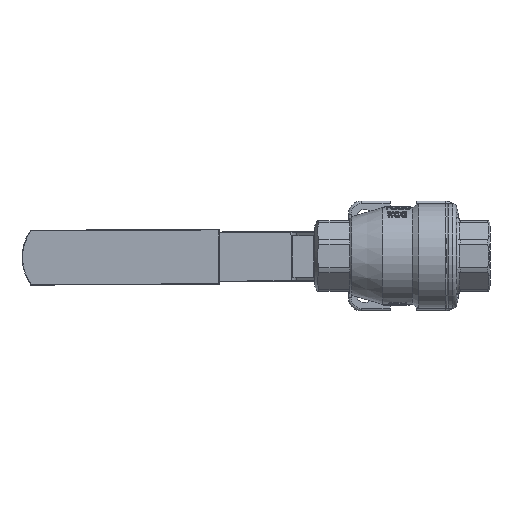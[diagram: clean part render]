
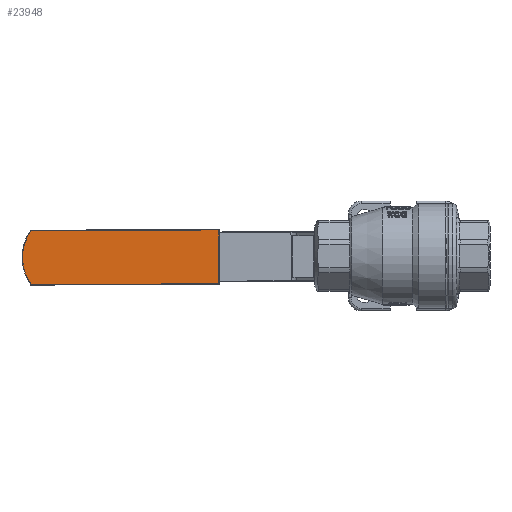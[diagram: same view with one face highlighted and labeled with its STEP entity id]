
A CAD part, front view. The second image highlights one B-rep face of the part: STEP entity #23948.
In plain terms, the highlighted planar face has unit normal (0, -1, 0).
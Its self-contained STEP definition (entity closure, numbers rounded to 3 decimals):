
#1884 = DIRECTION ( 'NONE',  ( -1., 0., 0. ) ) ;
#2600 = CARTESIAN_POINT ( 'NONE',  ( -128.069, 19., 0. ) ) ;
#5411 = EDGE_CURVE ( 'NONE', #21902, #41647, #7507, .T. ) ;
#7507 = LINE ( 'NONE', #59891, #19427 ) ;
#7745 = DIRECTION ( 'NONE',  ( -1., 0., 0. ) ) ;
#9972 = EDGE_LOOP ( 'NONE', ( #63998, #40847, #32576, #10735, #20433 ) ) ;
#10735 = ORIENTED_EDGE ( 'NONE', *, *, #21722, .T. ) ;
#14365 = LINE ( 'NONE', #28319, #26335 ) ;
#14804 = VERTEX_POINT ( 'NONE', #31105 ) ;
#17867 = CARTESIAN_POINT ( 'NONE',  ( -70.644, 19., 10.5 ) ) ;
#18065 = EDGE_CURVE ( 'NONE', #14804, #35388, #14365, .T. ) ;
#19427 = VECTOR ( 'NONE', #34439, 1000. ) ;
#19608 = CARTESIAN_POINT ( 'NONE',  ( -142.431, 19., 10.3 ) ) ;
#20433 = ORIENTED_EDGE ( 'NONE', *, *, #47711, .T. ) ;
#21722 = EDGE_CURVE ( 'NONE', #41647, #54084, #53440, .T. ) ;
#21902 = VERTEX_POINT ( 'NONE', #60110 ) ;
#22114 = CARTESIAN_POINT ( 'NONE',  ( -70.644, 19., -10.3 ) ) ;
#22220 = LINE ( 'NONE', #17867, #59729 ) ;
#23733 = CARTESIAN_POINT ( 'NONE',  ( -128.069, 19., 0. ) ) ;
#23948 = ADVANCED_FACE ( 'NONE', ( #32577 ), #57887, .F. ) ;
#26335 = VECTOR ( 'NONE', #53746, 1000. ) ;
#27309 = CARTESIAN_POINT ( 'NONE',  ( -145.942, 19., 10.5 ) ) ;
#28136 = DIRECTION ( 'NONE',  ( 0., 0., 1. ) ) ;
#28319 = CARTESIAN_POINT ( 'NONE',  ( -145.942, 19., -10.3 ) ) ;
#28869 = DIRECTION ( 'NONE',  ( -1., 0., 0. ) ) ;
#31105 = CARTESIAN_POINT ( 'NONE',  ( -142.431, 19., -10.3 ) ) ;
#32428 = DIRECTION ( 'NONE',  ( 0., 1., 0. ) ) ;
#32576 = ORIENTED_EDGE ( 'NONE', *, *, #5411, .T. ) ;
#32577 = FACE_OUTER_BOUND ( 'NONE', #9972, .T. ) ;
#34439 = DIRECTION ( 'NONE',  ( -1., 0., 0. ) ) ;
#35388 = VERTEX_POINT ( 'NONE', #22114 ) ;
#38290 = DIRECTION ( 'NONE',  ( 0., -1., 0. ) ) ;
#40046 = AXIS2_PLACEMENT_3D ( 'NONE', #27309, #32428, #1884 ) ;
#40847 = ORIENTED_EDGE ( 'NONE', *, *, #41208, .T. ) ;
#41208 = EDGE_CURVE ( 'NONE', #35388, #21902, #22220, .T. ) ;
#41647 = VERTEX_POINT ( 'NONE', #19608 ) ;
#47711 = EDGE_CURVE ( 'NONE', #54084, #14804, #64193, .T. ) ;
#49184 = CARTESIAN_POINT ( 'NONE',  ( -145.742, 19., 0. ) ) ;
#51966 = AXIS2_PLACEMENT_3D ( 'NONE', #2600, #38290, #7745 ) ;
#53440 = CIRCLE ( 'NONE', #51966, 17.674 ) ;
#53746 = DIRECTION ( 'NONE',  ( 1., 0., 0. ) ) ;
#54084 = VERTEX_POINT ( 'NONE', #49184 ) ;
#57887 = PLANE ( 'NONE',  #40046 ) ;
#59440 = DIRECTION ( 'NONE',  ( 0., -1., 0. ) ) ;
#59729 = VECTOR ( 'NONE', #28136, 1000. ) ;
#59891 = CARTESIAN_POINT ( 'NONE',  ( -142.533, 19., 10.3 ) ) ;
#60110 = CARTESIAN_POINT ( 'NONE',  ( -70.644, 19., 10.3 ) ) ;
#60562 = AXIS2_PLACEMENT_3D ( 'NONE', #23733, #59440, #28869 ) ;
#63998 = ORIENTED_EDGE ( 'NONE', *, *, #18065, .T. ) ;
#64193 = CIRCLE ( 'NONE', #60562, 17.674 ) ;
